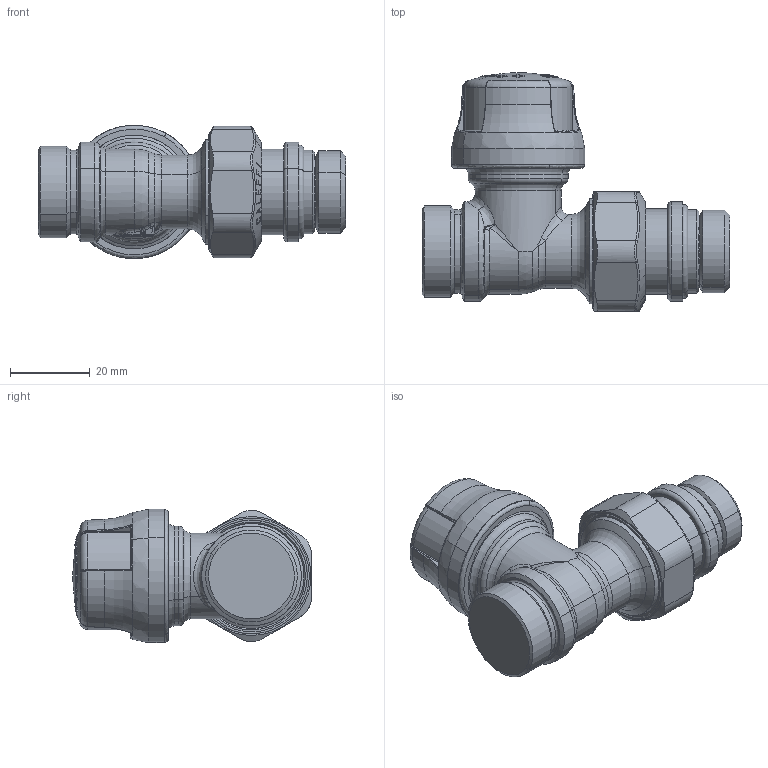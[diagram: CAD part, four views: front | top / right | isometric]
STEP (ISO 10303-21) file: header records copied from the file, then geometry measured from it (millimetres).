
FILE_DESCRIPTION(('CATIA V5 STEP Exchange','CAx-IF Rec.Pracs.--- Model Styling and Organization---1.4--- 2014-01-23','CAx-IF Rec.Pracs.---3D Tessellated Data Validation Properties---0.5---2014-09-14'),'2;1');
FILE_NAME('STEP_233412_-_TST.stp','2020-09-02T15:10:38+00:00',('none'),('none'),'CATIA Version 5-6 Release 2019 SP3','CATIA V5 STEP AP242 v1','none');
FILE_SCHEMA(('AP242_MANAGED_MODEL_BASED_3D_ENGINEERING_MIM_LF {1 0 10303 442 1 1 4}'));
Length unit declared in the file: millimetre
Products named in the file (1): 233412 - TST
Bounding box: 77 x 59.8 x 33.39 mm (x, y, z)
Volume: 47180.7 mm3; surface area: 17605.5 mm2
Topology: 2 solids, 5 shells, 1078 faces, 2645 edges, 1562 vertices
Faces by surface type: plane 470, cylinder 227, bspline 186, torus 84, cone 59, sphere 48, revolution 4
Entity records: 38863 total; most frequent: CARTESIAN_POINT 17070, ORIENTED_EDGE 5196, DIRECTION 2606, EDGE_CURVE 2598, VERTEX_POINT 1562, AXIS2_PLACEMENT_3D 1169, EDGE_LOOP 1116, B_SPLINE_CURVE_WITH_KNOTS 1098
